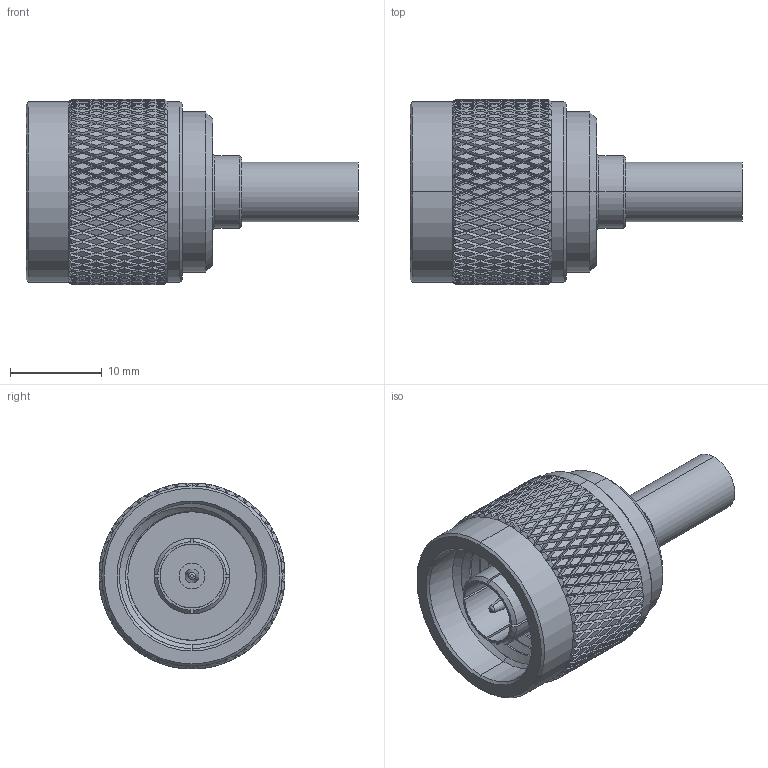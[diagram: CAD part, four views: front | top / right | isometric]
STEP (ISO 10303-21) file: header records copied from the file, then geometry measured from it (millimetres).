
FILE_DESCRIPTION (( 'STEP AP214' ), '1' );
FILE_NAME ('PE4042.STEP', '2018-02-06T23:32:52', ( '' ), ( '' ), 'SwSTEP 2.0', 'SolidWorks 2017', '' );
FILE_SCHEMA (( 'AUTOMOTIVE_DESIGN' ));
Length unit declared in the file: inch
Products named in the file (1): PE4042
Bounding box: 36.27 x 20.32 x 20.32 mm (x, y, z)
Volume: 4792.6 mm3; surface area: 4042.4 mm2
Topology: 2 solids, 2 shells, 2339 faces, 4988 edges, 2661 vertices
Faces by surface type: bspline 1795, cylinder 487, plane 28, cone 25, torus 4
Entity records: 89559 total; most frequent: CARTESIAN_POINT 59341, ORIENTED_EDGE 9976, EDGE_CURVE 4988, VERTEX_POINT 2661, EDGE_LOOP 2349, ADVANCED_FACE 2339, FACE_OUTER_BOUND 2339, B_SPLINE_CURVE_WITH_KNOTS 2201
